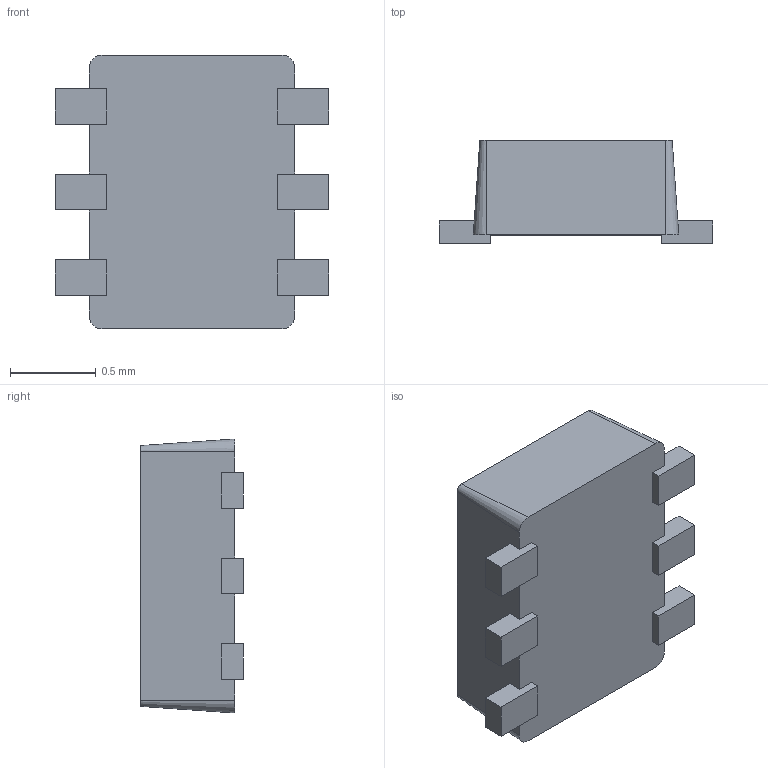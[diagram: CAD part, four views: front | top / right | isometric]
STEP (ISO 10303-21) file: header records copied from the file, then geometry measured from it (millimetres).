
FILE_DESCRIPTION (( 'STEP AP214' ), '1' );
FILE_NAME ('DRL6.STEP', '2020-08-31T08:54:28', ( '' ), ( '' ), 'SwSTEP 2.0', 'SolidWorks 2017', '' );
FILE_SCHEMA (( 'AUTOMOTIVE_DESIGN' ));
Length unit declared in the file: millimetre
Products named in the file (1): DRL6
Bounding box: 1.6 x 0.6 x 1.6 mm (x, y, z)
Volume: 1 mm3; surface area: 8.3 mm2
Topology: 8 solids, 8 shells, 77 faces, 180 edges, 120 vertices
Faces by surface type: plane 69, cylinder 4, cone 4
Entity records: 2267 total; most frequent: CARTESIAN_POINT 378, ORIENTED_EDGE 360, DIRECTION 352, EDGE_CURVE 180, LINE 164, VECTOR 164, VERTEX_POINT 120, AXIS2_PLACEMENT_3D 94
